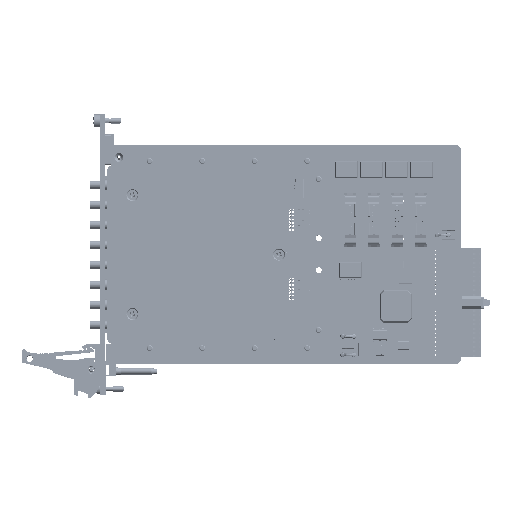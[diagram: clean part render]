
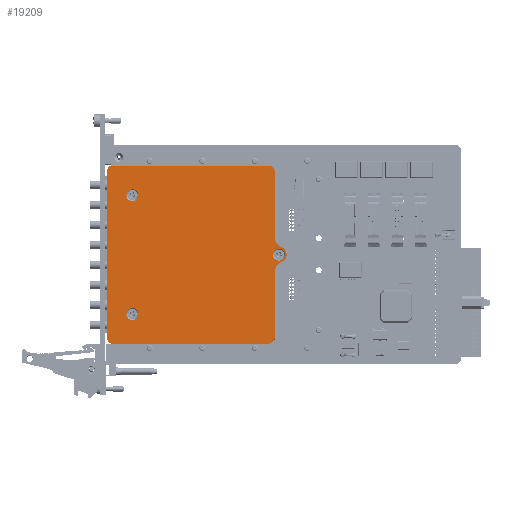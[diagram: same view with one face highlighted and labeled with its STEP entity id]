
A CAD part, top view. The second image highlights one B-rep face of the part: STEP entity #19209.
In plain terms, the highlighted planar face has unit normal (0, 0, 1).
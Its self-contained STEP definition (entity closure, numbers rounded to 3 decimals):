
#19030 = VERTEX_POINT ( 'NONE', #117239 ) ;
#19053 = VERTEX_POINT ( 'NONE', #117289 ) ;
#19080 = VERTEX_POINT ( 'NONE', #117364 ) ;
#19089 = VERTEX_POINT ( 'NONE', #117410 ) ;
#19113 = VERTEX_POINT ( 'NONE', #117500 ) ;
#19152 = VERTEX_POINT ( 'NONE', #223357 ) ;
#19167 = VERTEX_POINT ( 'NONE', #223406 ) ;
#19175 = VERTEX_POINT ( 'NONE', #223439 ) ;
#19209 = ADVANCED_FACE ( 'NONE', ( #190238, #190239, #190236, #190243 ), #223511, .F. ) ;
#19270 = VERTEX_POINT ( 'NONE', #223669 ) ;
#19287 = VERTEX_POINT ( 'NONE', #223719 ) ;
#19296 = VERTEX_POINT ( 'NONE', #223757 ) ;
#19340 = VERTEX_POINT ( 'NONE', #223845 ) ;
#27946 = EDGE_CURVE ( 'NONE', #213397, #213397, #64949, .T. ) ;
#27958 = EDGE_CURVE ( 'NONE', #19080, #19030, #64987, .T. ) ;
#27965 = EDGE_CURVE ( 'NONE', #19053, #19080, #65009, .T. ) ;
#27981 = EDGE_CURVE ( 'NONE', #19167, #19175, #65063, .T. ) ;
#27986 = EDGE_CURVE ( 'NONE', #19175, #19089, #65086, .T. ) ;
#27995 = EDGE_CURVE ( 'NONE', #19089, #19152, #65111, .T. ) ;
#28005 = EDGE_CURVE ( 'NONE', #19152, #19113, #65134, .T. ) ;
#28021 = EDGE_CURVE ( 'NONE', #19287, #19270, #65174, .T. ) ;
#28033 = EDGE_CURVE ( 'NONE', #19340, #19296, #65205, .T. ) ;
#28043 = EDGE_CURVE ( 'NONE', #19270, #19340, #65226, .T. ) ;
#28049 = EDGE_CURVE ( 'NONE', #213407, #213407, #65236, .T. ) ;
#28055 = EDGE_CURVE ( 'NONE', #213413, #213413, #65245, .T. ) ;
#28058 = EDGE_CURVE ( 'NONE', #19113, #19296, #65251, .T. ) ;
#28061 = EDGE_CURVE ( 'NONE', #19167, #19053, #65267, .T. ) ;
#28065 = EDGE_CURVE ( 'NONE', #19030, #19287, #65276, .T. ) ;
#41037 = AXIS2_PLACEMENT_3D ( 'NONE', #71072, #71074, #71076 ) ;
#41043 = AXIS2_PLACEMENT_3D ( 'NONE', #71134, #71136, #71137 ) ;
#41047 = AXIS2_PLACEMENT_3D ( 'NONE', #71203, #71204, #71206 ) ;
#41056 = AXIS2_PLACEMENT_3D ( 'NONE', #71231, #71232, #71234 ) ;
#41065 = AXIS2_PLACEMENT_3D ( 'NONE', #71264, #71266, #71267 ) ;
#41072 = AXIS2_PLACEMENT_3D ( 'NONE', #71309, #71310, #71312 ) ;
#41076 = AXIS2_PLACEMENT_3D ( 'NONE', #71339, #71341, #71342 ) ;
#41091 = AXIS2_PLACEMENT_3D ( 'NONE', #71386, #71387, #71390 ) ;
#41094 = AXIS2_PLACEMENT_3D ( 'NONE', #71408, #71409, #71411 ) ;
#41096 = AXIS2_PLACEMENT_3D ( 'NONE', #71422, #71424, #71425 ) ;
#58791 = EDGE_LOOP ( 'NONE', ( #232258 ) ) ;
#58792 = EDGE_LOOP ( 'NONE', ( #231609 ) ) ;
#58793 = EDGE_LOOP ( 'NONE', ( #231886 ) ) ;
#58795 = EDGE_LOOP ( 'NONE', ( #233287, #232821, #232641, #233040, #232693, #231696, #232676, #233109, #232106, #232877, #232648, #233294 ) ) ;
#64949 = CIRCLE ( 'NONE', #41037, 2.75 ) ;
#64987 = CIRCLE ( 'NONE', #41043, 2. ) ;
#65009 = LINE ( 'NONE', #71147, #65017 ) ;
#65017 = VECTOR ( 'NONE', #71149, 1000. ) ;
#65063 = LINE ( 'NONE', #71186, #65071 ) ;
#65071 = VECTOR ( 'NONE', #71188, 1000. ) ;
#65086 = CIRCLE ( 'NONE', #41047, 5. ) ;
#65111 = CIRCLE ( 'NONE', #41056, 3.5 ) ;
#65134 = CIRCLE ( 'NONE', #41065, 5. ) ;
#65174 = CIRCLE ( 'NONE', #41072, 2. ) ;
#65205 = CIRCLE ( 'NONE', #41076, 3. ) ;
#65226 = LINE ( 'NONE', #71344, #65230 ) ;
#65230 = VECTOR ( 'NONE', #71345, 1000. ) ;
#65236 = CIRCLE ( 'NONE', #41091, 2.75 ) ;
#65245 = CIRCLE ( 'NONE', #41094, 2.75 ) ;
#65251 = LINE ( 'NONE', #71414, #65259 ) ;
#65259 = VECTOR ( 'NONE', #71396, 1000. ) ;
#65267 = CIRCLE ( 'NONE', #41096, 3. ) ;
#65276 = LINE ( 'NONE', #71427, #65282 ) ;
#65282 = VECTOR ( 'NONE', #71430, 1000. ) ;
#71072 = CARTESIAN_POINT ( 'NONE',  ( 5.093, -7.77, 9.05 ) ) ;
#71074 = DIRECTION ( 'NONE',  ( 0., 0., 1. ) ) ;
#71076 = DIRECTION ( 'NONE',  ( 1., 0., 0. ) ) ;
#71134 = CARTESIAN_POINT ( 'NONE',  ( -71.407, 30.929, 9.05 ) ) ;
#71136 = DIRECTION ( 'NONE',  ( 0., 0., 1. ) ) ;
#71137 = DIRECTION ( 'NONE',  ( -1., 0., 0. ) ) ;
#71147 = CARTESIAN_POINT ( 'NONE',  ( 19.293, 32.929, 9.05 ) ) ;
#71149 = DIRECTION ( 'NONE',  ( -1., 0., 0. ) ) ;
#71186 = CARTESIAN_POINT ( 'NONE',  ( 3.254, 32.929, 9.05 ) ) ;
#71188 = DIRECTION ( 'NONE',  ( 0., -1., 0. ) ) ;
#71203 = CARTESIAN_POINT ( 'NONE',  ( 8.254, 0.12, 9.05 ) ) ;
#71204 = DIRECTION ( 'NONE',  ( 0., 0., 1. ) ) ;
#71206 = DIRECTION ( 'NONE',  ( -1., 0., 0. ) ) ;
#71231 = CARTESIAN_POINT ( 'NONE',  ( 5.093, -7.77, 9.05 ) ) ;
#71232 = DIRECTION ( 'NONE',  ( 0., 0., -1. ) ) ;
#71234 = DIRECTION ( 'NONE',  ( 1., 0., 0. ) ) ;
#71264 = CARTESIAN_POINT ( 'NONE',  ( 8.254, -15.661, 9.05 ) ) ;
#71266 = DIRECTION ( 'NONE',  ( 0., 0., 1. ) ) ;
#71267 = DIRECTION ( 'NONE',  ( 1., 0., 0. ) ) ;
#71309 = CARTESIAN_POINT ( 'NONE',  ( -71.407, -46.471, 9.05 ) ) ;
#71310 = DIRECTION ( 'NONE',  ( 0., 0., 1. ) ) ;
#71312 = DIRECTION ( 'NONE',  ( 1., 0., 0. ) ) ;
#71339 = CARTESIAN_POINT ( 'NONE',  ( 0.254, -45.471, 9.05 ) ) ;
#71341 = DIRECTION ( 'NONE',  ( 0., 0., 1. ) ) ;
#71342 = DIRECTION ( 'NONE',  ( -1., 0., 0. ) ) ;
#71344 = CARTESIAN_POINT ( 'NONE',  ( -71.407, -48.471, 9.05 ) ) ;
#71345 = DIRECTION ( 'NONE',  ( 1., 0., 0. ) ) ;
#71386 = CARTESIAN_POINT ( 'NONE',  ( -61.913, 19.413, 9.05 ) ) ;
#71387 = DIRECTION ( 'NONE',  ( 0., 0., 1. ) ) ;
#71390 = DIRECTION ( 'NONE',  ( 1., 0., 0. ) ) ;
#71396 = DIRECTION ( 'NONE',  ( 0., -1., 0. ) ) ;
#71408 = CARTESIAN_POINT ( 'NONE',  ( -61.913, -34.991, 9.05 ) ) ;
#71409 = DIRECTION ( 'NONE',  ( 0., 0., 1. ) ) ;
#71411 = DIRECTION ( 'NONE',  ( 1., 0., 0. ) ) ;
#71414 = CARTESIAN_POINT ( 'NONE',  ( 3.254, -15.661, 9.05 ) ) ;
#71422 = CARTESIAN_POINT ( 'NONE',  ( 0.254, 29.929, 9.05 ) ) ;
#71424 = DIRECTION ( 'NONE',  ( 0., 0., 1. ) ) ;
#71425 = DIRECTION ( 'NONE',  ( -1., 0., 0. ) ) ;
#71427 = CARTESIAN_POINT ( 'NONE',  ( -73.407, 30.929, 9.05 ) ) ;
#71430 = DIRECTION ( 'NONE',  ( 0., -1., 0. ) ) ;
#117239 = CARTESIAN_POINT ( 'NONE',  ( -73.407, 30.929, 9.05 ) ) ;
#117289 = CARTESIAN_POINT ( 'NONE',  ( 0.254, 32.929, 9.05 ) ) ;
#117364 = CARTESIAN_POINT ( 'NONE',  ( -71.407, 32.929, 9.05 ) ) ;
#117410 = CARTESIAN_POINT ( 'NONE',  ( 6.394, -4.521, 9.05 ) ) ;
#117500 = CARTESIAN_POINT ( 'NONE',  ( 3.254, -15.661, 9.05 ) ) ;
#190236 = FACE_OUTER_BOUND ( 'NONE', #58795, .T. ) ;
#190238 = FACE_BOUND ( 'NONE', #58792, .T. ) ;
#190239 = FACE_BOUND ( 'NONE', #58791, .T. ) ;
#190243 = FACE_BOUND ( 'NONE', #58793, .T. ) ;
#213397 = VERTEX_POINT ( 'NONE', #237014 ) ;
#213407 = VERTEX_POINT ( 'NONE', #237022 ) ;
#213413 = VERTEX_POINT ( 'NONE', #237026 ) ;
#223357 = CARTESIAN_POINT ( 'NONE',  ( 6.394, -11.019, 9.05 ) ) ;
#223406 = CARTESIAN_POINT ( 'NONE',  ( 3.254, 29.929, 9.05 ) ) ;
#223439 = CARTESIAN_POINT ( 'NONE',  ( 3.254, 0.12, 9.05 ) ) ;
#223511 = PLANE ( 'NONE',  #259461 ) ;
#223525 = CARTESIAN_POINT ( 'NONE',  ( -71.407, 30.929, 9.05 ) ) ;
#223526 = DIRECTION ( 'NONE',  ( 0., 0., -1. ) ) ;
#223528 = DIRECTION ( 'NONE',  ( -1., 0., 0. ) ) ;
#223669 = CARTESIAN_POINT ( 'NONE',  ( -71.407, -48.471, 9.05 ) ) ;
#223719 = CARTESIAN_POINT ( 'NONE',  ( -73.407, -46.471, 9.05 ) ) ;
#223757 = CARTESIAN_POINT ( 'NONE',  ( 3.254, -45.471, 9.05 ) ) ;
#223845 = CARTESIAN_POINT ( 'NONE',  ( 0.254, -48.471, 9.05 ) ) ;
#231609 = ORIENTED_EDGE ( 'NONE', *, *, #28055, .F. ) ;
#231696 = ORIENTED_EDGE ( 'NONE', *, *, #27986, .F. ) ;
#231886 = ORIENTED_EDGE ( 'NONE', *, *, #27946, .F. ) ;
#232106 = ORIENTED_EDGE ( 'NONE', *, *, #27965, .T. ) ;
#232258 = ORIENTED_EDGE ( 'NONE', *, *, #28049, .F. ) ;
#232641 = ORIENTED_EDGE ( 'NONE', *, *, #28058, .F. ) ;
#232648 = ORIENTED_EDGE ( 'NONE', *, *, #28065, .T. ) ;
#232676 = ORIENTED_EDGE ( 'NONE', *, *, #27981, .F. ) ;
#232693 = ORIENTED_EDGE ( 'NONE', *, *, #27995, .F. ) ;
#232821 = ORIENTED_EDGE ( 'NONE', *, *, #28033, .T. ) ;
#232877 = ORIENTED_EDGE ( 'NONE', *, *, #27958, .T. ) ;
#233040 = ORIENTED_EDGE ( 'NONE', *, *, #28005, .F. ) ;
#233109 = ORIENTED_EDGE ( 'NONE', *, *, #28061, .T. ) ;
#233287 = ORIENTED_EDGE ( 'NONE', *, *, #28043, .T. ) ;
#233294 = ORIENTED_EDGE ( 'NONE', *, *, #28021, .T. ) ;
#237014 = CARTESIAN_POINT ( 'NONE',  ( 7.843, -7.77, 9.05 ) ) ;
#237022 = CARTESIAN_POINT ( 'NONE',  ( -59.163, 19.413, 9.05 ) ) ;
#237026 = CARTESIAN_POINT ( 'NONE',  ( -59.163, -34.991, 9.05 ) ) ;
#259461 = AXIS2_PLACEMENT_3D ( 'NONE', #223525, #223526, #223528 ) ;
